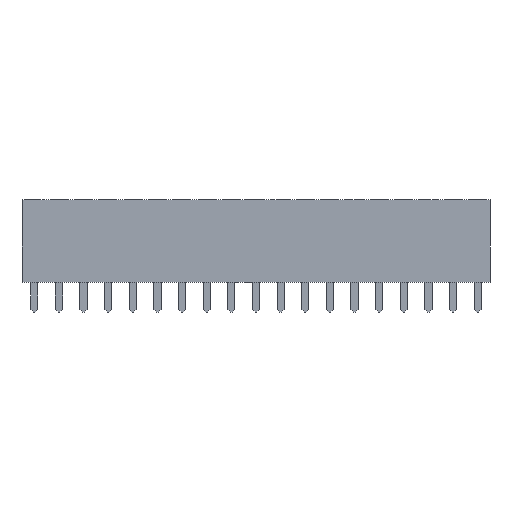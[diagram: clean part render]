
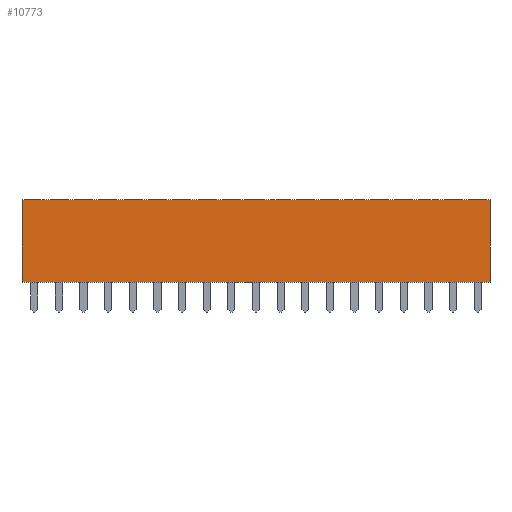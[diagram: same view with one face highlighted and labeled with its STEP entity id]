
A CAD part, front view. The second image highlights one B-rep face of the part: STEP entity #10773.
In plain terms, the highlighted planar face has unit normal (0, -1, 0).
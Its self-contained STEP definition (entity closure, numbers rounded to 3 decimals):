
#333=FACE_OUTER_BOUND('',#1018,.T.);
#1018=EDGE_LOOP('',(#7803,#7804,#7805,#7806));
#1565=LINE('',#14919,#3057);
#1644=LINE('',#15078,#3136);
#1911=LINE('',#15628,#3403);
#1914=LINE('',#15633,#3406);
#3057=VECTOR('',#12074,10.);
#3136=VECTOR('',#12161,10.);
#3403=VECTOR('',#12724,10.);
#3406=VECTOR('',#12731,10.);
#4530=VERTEX_POINT('',#14916);
#4531=VERTEX_POINT('',#14918);
#4607=VERTEX_POINT('',#15077);
#4742=VERTEX_POINT('',#15627);
#5493=EDGE_CURVE('',#4530,#4531,#1565,.T.);
#5572=EDGE_CURVE('',#4531,#4607,#1644,.T.);
#5839=EDGE_CURVE('',#4742,#4607,#1911,.T.);
#5842=EDGE_CURVE('',#4742,#4530,#1914,.T.);
#7803=ORIENTED_EDGE('',*,*,#5839,.T.);
#7804=ORIENTED_EDGE('',*,*,#5572,.F.);
#7805=ORIENTED_EDGE('',*,*,#5493,.F.);
#7806=ORIENTED_EDGE('',*,*,#5842,.F.);
#10107=PLANE('',#11493);
#10773=ADVANCED_FACE('',(#333),#10107,.T.);
#11493=AXIS2_PLACEMENT_3D('',#15700,#12800,#12801);
#12074=DIRECTION('',(1.,0.,0.));
#12161=DIRECTION('',(0.,0.,-1.));
#12724=DIRECTION('',(1.,0.,0.));
#12731=DIRECTION('',(0.,0.,1.));
#12800=DIRECTION('center_axis',(0.,-1.,0.));
#12801=DIRECTION('ref_axis',(1.,0.,0.));
#14916=CARTESIAN_POINT('',(-24.13,-2.52,8.6));
#14918=CARTESIAN_POINT('',(24.13,-2.52,8.6));
#14919=CARTESIAN_POINT('',(-24.13,-2.52,8.6));
#15077=CARTESIAN_POINT('',(24.13,-2.52,0.1));
#15078=CARTESIAN_POINT('',(24.13,-2.52,0.1));
#15627=CARTESIAN_POINT('',(-24.13,-2.52,0.1));
#15628=CARTESIAN_POINT('',(-24.13,-2.52,0.1));
#15633=CARTESIAN_POINT('',(-24.13,-2.52,0.1));
#15700=CARTESIAN_POINT('Origin',(-24.13,-2.52,0.1));
